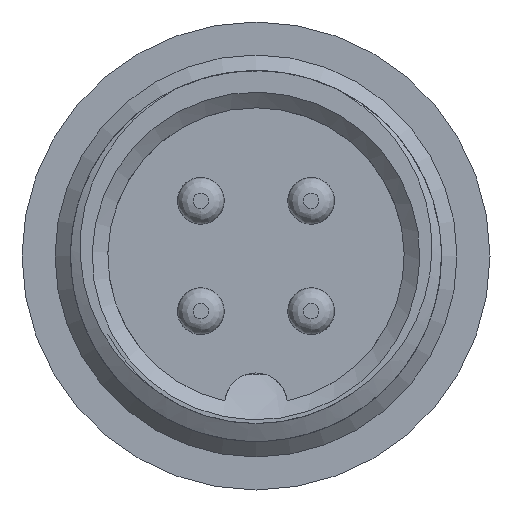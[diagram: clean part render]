
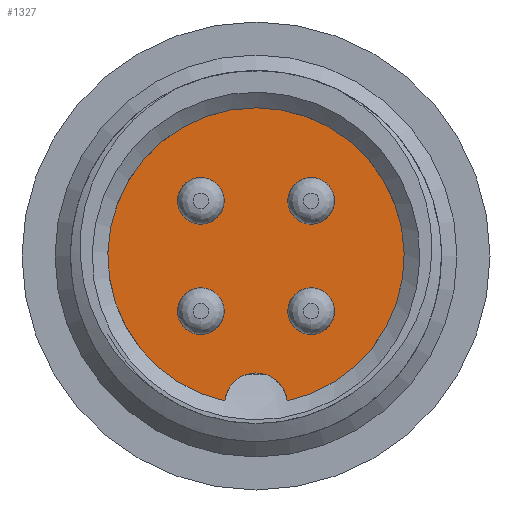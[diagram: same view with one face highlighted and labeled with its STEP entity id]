
A CAD part, left-side view. The second image highlights one B-rep face of the part: STEP entity #1327.
In plain terms, the highlighted planar face has unit normal (-1, 0, 0).
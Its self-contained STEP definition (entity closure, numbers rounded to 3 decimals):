
#26=FACE_BOUND('',#178,.T.);
#27=FACE_BOUND('',#179,.T.);
#28=FACE_BOUND('',#180,.T.);
#29=FACE_BOUND('',#181,.T.);
#38=PLANE('',#1433);
#93=FACE_OUTER_BOUND('',#177,.T.);
#177=EDGE_LOOP('',(#955,#956));
#178=EDGE_LOOP('',(#957));
#179=EDGE_LOOP('',(#958));
#180=EDGE_LOOP('',(#959));
#181=EDGE_LOOP('',(#960));
#259=CIRCLE('',#1434,1.);
#260=CIRCLE('',#1435,4.75);
#261=CIRCLE('',#1436,0.75);
#262=CIRCLE('',#1437,0.75);
#263=CIRCLE('',#1438,0.75);
#264=CIRCLE('',#1439,0.75);
#581=VERTEX_POINT('',#3205);
#582=VERTEX_POINT('',#3206);
#583=VERTEX_POINT('',#3209);
#584=VERTEX_POINT('',#3211);
#585=VERTEX_POINT('',#3213);
#586=VERTEX_POINT('',#3215);
#733=EDGE_CURVE('',#581,#582,#259,.T.);
#734=EDGE_CURVE('',#582,#581,#260,.T.);
#735=EDGE_CURVE('',#583,#583,#261,.T.);
#736=EDGE_CURVE('',#584,#584,#262,.T.);
#737=EDGE_CURVE('',#585,#585,#263,.T.);
#738=EDGE_CURVE('',#586,#586,#264,.T.);
#955=ORIENTED_EDGE('',*,*,#733,.F.);
#956=ORIENTED_EDGE('',*,*,#734,.F.);
#957=ORIENTED_EDGE('',*,*,#735,.F.);
#958=ORIENTED_EDGE('',*,*,#736,.F.);
#959=ORIENTED_EDGE('',*,*,#737,.F.);
#960=ORIENTED_EDGE('',*,*,#738,.F.);
#1327=ADVANCED_FACE('',(#93,#26,#27,#28,#29),#38,.F.);
#1433=AXIS2_PLACEMENT_3D('',#3204,#1633,#1634);
#1434=AXIS2_PLACEMENT_3D('',#3207,#1635,#1636);
#1435=AXIS2_PLACEMENT_3D('',#3208,#1637,#1638);
#1436=AXIS2_PLACEMENT_3D('',#3210,#1639,#1640);
#1437=AXIS2_PLACEMENT_3D('',#3212,#1641,#1642);
#1438=AXIS2_PLACEMENT_3D('',#3214,#1643,#1644);
#1439=AXIS2_PLACEMENT_3D('',#3216,#1645,#1646);
#1633=DIRECTION('center_axis',(1.,0.,0.));
#1634=DIRECTION('ref_axis',(0.,1.,0.));
#1635=DIRECTION('center_axis',(-1.,0.,0.));
#1636=DIRECTION('ref_axis',(0.,-0.994,0.105));
#1637=DIRECTION('center_axis',(1.,0.,0.));
#1638=DIRECTION('ref_axis',(0.,1.,0.));
#1639=DIRECTION('center_axis',(-1.,0.,0.));
#1640=DIRECTION('ref_axis',(0.,1.,0.));
#1641=DIRECTION('center_axis',(-1.,0.,0.));
#1642=DIRECTION('ref_axis',(0.,1.,0.));
#1643=DIRECTION('center_axis',(-1.,0.,0.));
#1644=DIRECTION('ref_axis',(0.,1.,0.));
#1645=DIRECTION('center_axis',(-1.,0.,0.));
#1646=DIRECTION('ref_axis',(0.,1.,0.));
#3204=CARTESIAN_POINT('Origin',(2.,0.,0.));
#3205=CARTESIAN_POINT('',(2.,-0.994,-4.645));
#3206=CARTESIAN_POINT('',(2.,0.994,-4.645));
#3207=CARTESIAN_POINT('Origin',(2.,0.,-4.75));
#3208=CARTESIAN_POINT('Origin',(2.,0.,0.));
#3209=CARTESIAN_POINT('',(2.,1.018,-1.768));
#3210=CARTESIAN_POINT('Origin',(2.,1.768,-1.768));
#3211=CARTESIAN_POINT('',(2.,1.018,1.768));
#3212=CARTESIAN_POINT('Origin',(2.,1.768,1.768));
#3213=CARTESIAN_POINT('',(2.,-2.518,-1.768));
#3214=CARTESIAN_POINT('Origin',(2.,-1.768,-1.768));
#3215=CARTESIAN_POINT('',(2.,-2.518,1.768));
#3216=CARTESIAN_POINT('Origin',(2.,-1.768,1.768));
